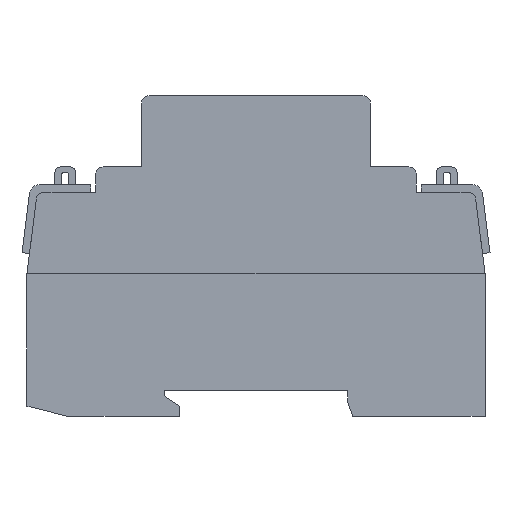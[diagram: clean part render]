
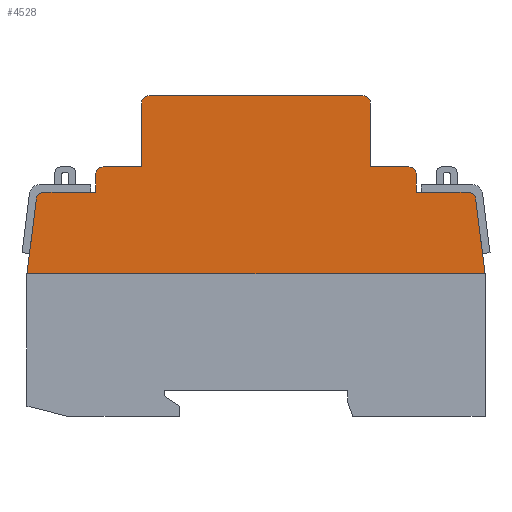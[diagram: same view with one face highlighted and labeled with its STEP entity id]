
A CAD part, left-side view. The second image highlights one B-rep face of the part: STEP entity #4528.
In plain terms, the highlighted planar face has unit normal (-1, 0, 0).
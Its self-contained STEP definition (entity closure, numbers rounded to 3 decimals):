
#278=FACE_OUTER_BOUND('',#558,.T.);
#558=EDGE_LOOP('',(#3701,#3702,#3703,#3704,#3705,#3706,#3707,#3708,#3709,
#3710,#3711,#3712,#3713,#3714,#3715,#3716,#3717,#3718));
#714=CIRCLE('',#4743,1.5);
#741=CIRCLE('',#4825,1.5);
#743=CIRCLE('',#4829,1.5);
#745=CIRCLE('',#4835,1.5);
#754=CIRCLE('',#4870,1.5);
#755=CIRCLE('',#4871,1.5);
#922=LINE('',#6604,#1462);
#945=LINE('',#6663,#1485);
#958=LINE('',#6690,#1498);
#997=LINE('',#6787,#1537);
#1046=LINE('',#6930,#1586);
#1052=LINE('',#6946,#1592);
#1055=LINE('',#6956,#1595);
#1092=LINE('',#7061,#1632);
#1093=LINE('',#7062,#1633);
#1094=LINE('',#7064,#1634);
#1095=LINE('',#7068,#1635);
#1096=LINE('',#7069,#1636);
#1462=VECTOR('',#5351,1.);
#1485=VECTOR('',#5398,1.);
#1498=VECTOR('',#5421,1.);
#1537=VECTOR('',#5512,1.);
#1586=VECTOR('',#5661,1.);
#1592=VECTOR('',#5679,1.);
#1595=VECTOR('',#5692,1.);
#1632=VECTOR('',#5795,1.);
#1633=VECTOR('',#5796,1.);
#1634=VECTOR('',#5797,1.);
#1635=VECTOR('',#5800,1.);
#1636=VECTOR('',#5801,1.);
#1977=VERTEX_POINT('',#6601);
#1978=VERTEX_POINT('',#6603);
#2001=VERTEX_POINT('',#6653);
#2002=VERTEX_POINT('',#6655);
#2011=VERTEX_POINT('',#6688);
#2042=VERTEX_POINT('',#6784);
#2043=VERTEX_POINT('',#6786);
#2085=VERTEX_POINT('',#6923);
#2087=VERTEX_POINT('',#6929);
#2089=VERTEX_POINT('',#6935);
#2091=VERTEX_POINT('',#6944);
#2093=VERTEX_POINT('',#6950);
#2126=VERTEX_POINT('',#7057);
#2127=VERTEX_POINT('',#7058);
#2128=VERTEX_POINT('',#7060);
#2129=VERTEX_POINT('',#7063);
#2130=VERTEX_POINT('',#7065);
#2131=VERTEX_POINT('',#7067);
#2470=EDGE_CURVE('',#1978,#1977,#922,.T.);
#2495=EDGE_CURVE('',#2002,#2001,#714,.T.);
#2500=EDGE_CURVE('',#1977,#2002,#945,.T.);
#2514=EDGE_CURVE('',#2001,#2011,#958,.T.);
#2562=EDGE_CURVE('',#2043,#2042,#997,.T.);
#2625=EDGE_CURVE('',#2085,#1978,#741,.T.);
#2628=EDGE_CURVE('',#2087,#2085,#1046,.T.);
#2631=EDGE_CURVE('',#2089,#2043,#743,.T.);
#2636=EDGE_CURVE('',#2011,#2091,#1052,.T.);
#2639=EDGE_CURVE('',#2091,#2093,#745,.T.);
#2641=EDGE_CURVE('',#2093,#2089,#1055,.T.);
#2686=EDGE_CURVE('',#2126,#2127,#754,.T.);
#2687=EDGE_CURVE('',#2127,#2128,#1092,.T.);
#2688=EDGE_CURVE('',#2128,#2087,#1093,.T.);
#2689=EDGE_CURVE('',#2042,#2129,#1094,.T.);
#2690=EDGE_CURVE('',#2129,#2130,#755,.T.);
#2691=EDGE_CURVE('',#2130,#2131,#1095,.T.);
#2692=EDGE_CURVE('',#2131,#2126,#1096,.T.);
#3701=ORIENTED_EDGE('',*,*,#2686,.T.);
#3702=ORIENTED_EDGE('',*,*,#2687,.T.);
#3703=ORIENTED_EDGE('',*,*,#2688,.T.);
#3704=ORIENTED_EDGE('',*,*,#2628,.T.);
#3705=ORIENTED_EDGE('',*,*,#2625,.T.);
#3706=ORIENTED_EDGE('',*,*,#2470,.T.);
#3707=ORIENTED_EDGE('',*,*,#2500,.T.);
#3708=ORIENTED_EDGE('',*,*,#2495,.T.);
#3709=ORIENTED_EDGE('',*,*,#2514,.T.);
#3710=ORIENTED_EDGE('',*,*,#2636,.T.);
#3711=ORIENTED_EDGE('',*,*,#2639,.T.);
#3712=ORIENTED_EDGE('',*,*,#2641,.T.);
#3713=ORIENTED_EDGE('',*,*,#2631,.T.);
#3714=ORIENTED_EDGE('',*,*,#2562,.T.);
#3715=ORIENTED_EDGE('',*,*,#2689,.T.);
#3716=ORIENTED_EDGE('',*,*,#2690,.T.);
#3717=ORIENTED_EDGE('',*,*,#2691,.T.);
#3718=ORIENTED_EDGE('',*,*,#2692,.T.);
#4281=PLANE('',#4869);
#4528=ADVANCED_FACE('',(#278),#4281,.F.);
#4743=AXIS2_PLACEMENT_3D('',#6656,#5388,#5389);
#4825=AXIS2_PLACEMENT_3D('',#6924,#5655,#5656);
#4829=AXIS2_PLACEMENT_3D('',#6936,#5667,#5668);
#4835=AXIS2_PLACEMENT_3D('',#6952,#5685,#5686);
#4869=AXIS2_PLACEMENT_3D('',#7056,#5791,#5792);
#4870=AXIS2_PLACEMENT_3D('',#7059,#5793,#5794);
#4871=AXIS2_PLACEMENT_3D('',#7066,#5798,#5799);
#5351=DIRECTION('',(0.,1.,0.));
#5388=DIRECTION('center_axis',(-1.,0.,0.));
#5389=DIRECTION('ref_axis',(0.,-1.,0.));
#5398=DIRECTION('',(0.,0.,1.));
#5421=DIRECTION('',(0.,1.,0.));
#5512=DIRECTION('',(0.,0.,-1.));
#5655=DIRECTION('center_axis',(-1.,0.,0.));
#5656=DIRECTION('ref_axis',(0.,-0.992,0.124));
#5661=DIRECTION('',(0.,0.124,0.992));
#5667=DIRECTION('center_axis',(-1.,0.,0.));
#5668=DIRECTION('ref_axis',(0.,0.,
1.));
#5679=DIRECTION('',(0.,0.,1.));
#5685=DIRECTION('center_axis',(-1.,0.,0.));
#5686=DIRECTION('ref_axis',(0.,-1.,0.));
#5692=DIRECTION('',(0.,1.,0.));
#5791=DIRECTION('center_axis',(1.,0.,0.));
#5792=DIRECTION('ref_axis',(0.,0.,-1.));
#5793=DIRECTION('center_axis',(-1.,0.,0.));
#5794=DIRECTION('ref_axis',(0.,0.,1.));
#5795=DIRECTION('',(0.,0.124,-0.992));
#5796=DIRECTION('',(0.,-1.,0.));
#5797=DIRECTION('',(0.,1.,0.));
#5798=DIRECTION('center_axis',(-1.,0.,0.));
#5799=DIRECTION('ref_axis',(0.,0.,
1.));
#5800=DIRECTION('',(0.,0.,-1.));
#5801=DIRECTION('',(0.,1.,0.));
#6601=CARTESIAN_POINT('',(0.,-31.5,39.));
#6603=CARTESIAN_POINT('',(0.,-41.676,39.));
#6604=CARTESIAN_POINT('',(0.,0.,39.));
#6653=CARTESIAN_POINT('',(0.,-30.,44.));
#6655=CARTESIAN_POINT('',(0.,-31.5,42.5));
#6656=CARTESIAN_POINT('Origin',(0.,-30.,42.5));
#6663=CARTESIAN_POINT('',(0.,-31.5,39.));
#6688=CARTESIAN_POINT('',(0.,-22.5,44.));
#6690=CARTESIAN_POINT('',(0.,-30.,44.));
#6784=CARTESIAN_POINT('',(0.,22.5,44.));
#6786=CARTESIAN_POINT('',(0.,22.5,56.5));
#6787=CARTESIAN_POINT('',(0.,22.5,38.809));
#6923=CARTESIAN_POINT('',(0.,-43.164,37.686));
#6924=CARTESIAN_POINT('Origin',(0.,-41.676,37.5));
#6929=CARTESIAN_POINT('',(0.,-45.,23.));
#6930=CARTESIAN_POINT('',(0.,-45.,23.));
#6935=CARTESIAN_POINT('',(0.,21.,58.));
#6936=CARTESIAN_POINT('Origin',(0.,21.,56.5));
#6944=CARTESIAN_POINT('',(0.,-22.5,56.5));
#6946=CARTESIAN_POINT('',(0.,-22.5,44.));
#6950=CARTESIAN_POINT('',(0.,-21.,58.));
#6952=CARTESIAN_POINT('Origin',(0.,-21.,56.5));
#6956=CARTESIAN_POINT('',(0.,-21.,58.));
#7056=CARTESIAN_POINT('Origin',(0.,32.433,32.328));
#7057=CARTESIAN_POINT('',(0.,41.676,39.));
#7058=CARTESIAN_POINT('',(0.,43.164,37.686));
#7059=CARTESIAN_POINT('Origin',(0.,41.676,37.5));
#7060=CARTESIAN_POINT('',(0.,45.,23.));
#7061=CARTESIAN_POINT('',(0.,43.164,37.686));
#7062=CARTESIAN_POINT('',(0.,45.,23.));
#7063=CARTESIAN_POINT('',(0.,30.,44.));
#7064=CARTESIAN_POINT('',(0.,22.5,44.));
#7065=CARTESIAN_POINT('',(0.,31.5,42.5));
#7066=CARTESIAN_POINT('Origin',(0.,30.,42.5));
#7067=CARTESIAN_POINT('',(0.,31.5,39.));
#7068=CARTESIAN_POINT('',(0.,31.5,42.5));
#7069=CARTESIAN_POINT('',(0.,31.5,39.));
